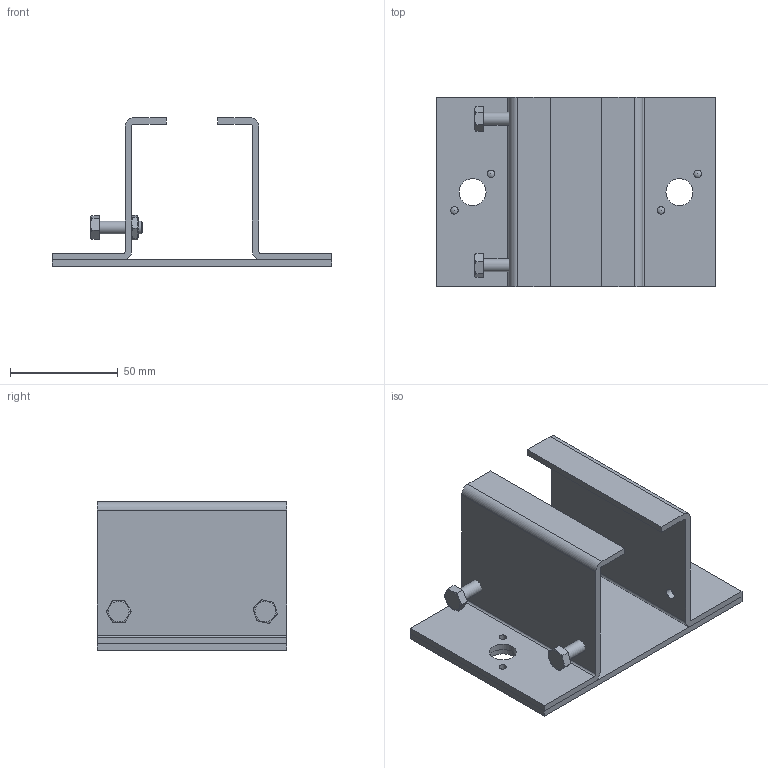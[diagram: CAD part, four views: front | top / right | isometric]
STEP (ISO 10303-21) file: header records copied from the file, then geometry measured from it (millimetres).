
FILE_DESCRIPTION(/* description */ (''),/* implementation_level */ '2;1');
FILE_NAME(/* name */ '6359M.stp',/* time_stamp */ '2019-08-19T09:09:19+02:00',/* author */ ('SIMMETF'),/* organization */ (''),/* preprocessor_version */ 'ST-DEVELOPER v17.2',/* originating_system */ 'Autodesk Inventor 2019',/* authorisation */ '');
FILE_SCHEMA (('AUTOMOTIVE_DESIGN { 1 0 10303 214 3 1 1 }'));
Length unit declared in the file: millimetre
Products named in the file (5): 6359M; 15597; 15596; 04510; 06004
Assembly tree (7 placements, depth 2):
  6359M
    15597
    15596  x2
    04510  x2
    06004  x2
Bounding box: 130 x 88 x 69 mm (x, y, z)
Volume: 94658.9 mm3; surface area: 68249.9 mm2
Topology: 7 solids, 7 shells, 120 faces, 306 edges, 212 vertices
Faces by surface type: plane 70, cylinder 34, sphere 8, cone 6, torus 2
Full cylindrical faces by diameter (mm): 3.4 x8, 3.5 x4, 4.917 x6, 6 x2, 8 x2, 12.5 x2, 14 x2
Entity records: 2596 total; most frequent: CARTESIAN_POINT 516, DIRECTION 421, ORIENTED_EDGE 366, EDGE_CURVE 183, AXIS2_PLACEMENT_3D 171, VERTEX_POINT 133, EDGE_LOOP 110, CIRCLE 83
